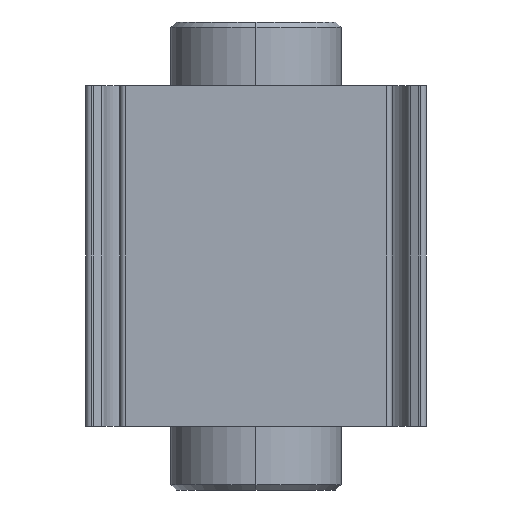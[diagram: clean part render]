
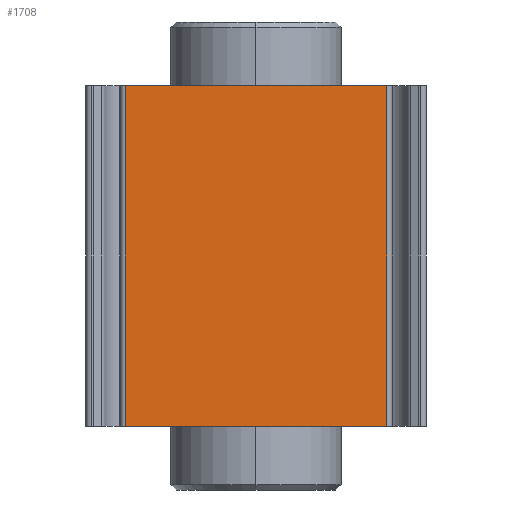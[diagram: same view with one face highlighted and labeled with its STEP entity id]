
A CAD part, left-side view. The second image highlights one B-rep face of the part: STEP entity #1708.
In plain terms, the highlighted planar face has unit normal (-1, 0, 0).
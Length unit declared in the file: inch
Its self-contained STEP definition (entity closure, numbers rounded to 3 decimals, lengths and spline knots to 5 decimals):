
#111 = LINE ( 'NONE', #3185, #2372 ) ;
#218 = VECTOR ( 'NONE', #1468, 39.37008 ) ;
#299 = LINE ( 'NONE', #1399, #218 ) ;
#508 = CARTESIAN_POINT ( 'NONE',  ( -1.10341, -0.52853, 0.8863 ) ) ;
#526 = EDGE_CURVE ( 'NONE', #2909, #1957, #299, .T. ) ;
#621 = CARTESIAN_POINT ( 'NONE',  ( -1.10341, -0.04452, 0.8863 ) ) ;
#711 = VECTOR ( 'NONE', #3171, 39.37008 ) ;
#760 = CARTESIAN_POINT ( 'NONE',  ( -1.10341, -0.04452, 0.25638 ) ) ;
#778 = CARTESIAN_POINT ( 'NONE',  ( -1.10341, -0.52853, 0.25638 ) ) ;
#1033 = EDGE_CURVE ( 'NONE', #1957, #1824, #2826, .T. ) ;
#1045 = EDGE_CURVE ( 'NONE', #1837, #1824, #111, .T. ) ;
#1048 = EDGE_CURVE ( 'NONE', #2909, #1837, #1986, .T. ) ;
#1170 = VECTOR ( 'NONE', #3208, 39.37008 ) ;
#1399 = CARTESIAN_POINT ( 'NONE',  ( -1.10341, -0.60149, 0.8863 ) ) ;
#1460 = FACE_OUTER_BOUND ( 'NONE', #2305, .T. ) ;
#1468 = DIRECTION ( 'NONE',  ( 0., 1., 0. ) ) ;
#1708 = ADVANCED_FACE ( 'NONE', ( #1460 ), #2040, .F. ) ;
#1824 = VERTEX_POINT ( 'NONE', #760 ) ;
#1837 = VERTEX_POINT ( 'NONE', #778 ) ;
#1957 = VERTEX_POINT ( 'NONE', #621 ) ;
#1986 = LINE ( 'NONE', #3174, #711 ) ;
#2036 = CARTESIAN_POINT ( 'NONE',  ( -1.10341, -0.52853, 1.61071 ) ) ;
#2038 = DIRECTION ( 'NONE',  ( 1., 0., 0. ) ) ;
#2040 = PLANE ( 'NONE',  #2271 ) ;
#2046 = DIRECTION ( 'NONE',  ( 0., 1., 0. ) ) ;
#2271 = AXIS2_PLACEMENT_3D ( 'NONE', #2036, #2038, #2046 ) ;
#2305 = EDGE_LOOP ( 'NONE', ( #2973, #2982, #2984, #2991 ) ) ;
#2372 = VECTOR ( 'NONE', #3190, 39.37008 ) ;
#2826 = LINE ( 'NONE', #3205, #1170 ) ;
#2909 = VERTEX_POINT ( 'NONE', #508 ) ;
#2973 = ORIENTED_EDGE ( 'NONE', *, *, #526, .T. ) ;
#2982 = ORIENTED_EDGE ( 'NONE', *, *, #1033, .T. ) ;
#2984 = ORIENTED_EDGE ( 'NONE', *, *, #1045, .F. ) ;
#2991 = ORIENTED_EDGE ( 'NONE', *, *, #1048, .F. ) ;
#3171 = DIRECTION ( 'NONE',  ( 0., 0., -1. ) ) ;
#3174 = CARTESIAN_POINT ( 'NONE',  ( -1.10341, -0.52853, 1.61071 ) ) ;
#3185 = CARTESIAN_POINT ( 'NONE',  ( -1.10341, -0.60149, 0.25638 ) ) ;
#3190 = DIRECTION ( 'NONE',  ( 0., 1., 0. ) ) ;
#3205 = CARTESIAN_POINT ( 'NONE',  ( -1.10341, -0.04452, 1.61071 ) ) ;
#3208 = DIRECTION ( 'NONE',  ( 0., 0., -1. ) ) ;
